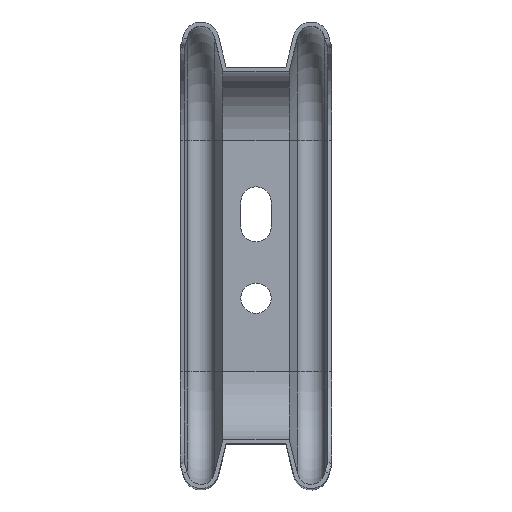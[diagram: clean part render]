
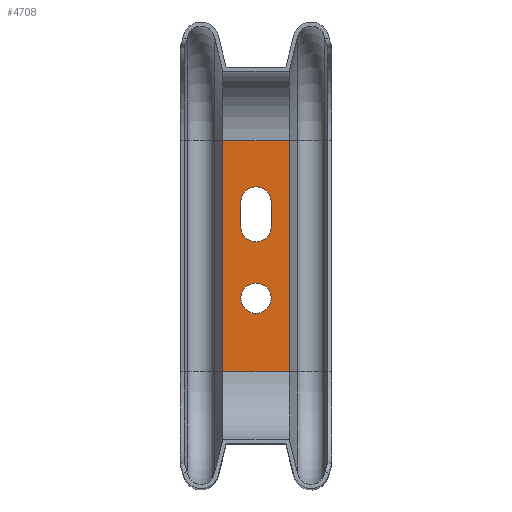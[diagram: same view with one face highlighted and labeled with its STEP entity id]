
A CAD part, top view. The second image highlights one B-rep face of the part: STEP entity #4708.
In plain terms, the highlighted planar face has unit normal (0, 0, 1).
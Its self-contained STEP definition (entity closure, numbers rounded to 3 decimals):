
#15 = CARTESIAN_POINT ( 'NONE',  ( 5.5, -56.25, -101. ) ) ;
#69 = DIRECTION ( 'NONE',  ( 1., 0., 0. ) ) ;
#119 = CARTESIAN_POINT ( 'NONE',  ( 5.5, -47.25, -101. ) ) ;
#195 = CARTESIAN_POINT ( 'NONE',  ( 0., -56.25, -101. ) ) ;
#374 = CARTESIAN_POINT ( 'NONE',  ( -12., -25., -101. ) ) ;
#469 = ORIENTED_EDGE ( 'NONE', *, *, #3013, .T. ) ;
#477 = LINE ( 'NONE', #2864, #2486 ) ;
#573 = CARTESIAN_POINT ( 'NONE',  ( -12., -109., -101. ) ) ;
#577 = VECTOR ( 'NONE', #4043, 1000. ) ;
#608 = VERTEX_POINT ( 'NONE', #5260 ) ;
#612 = DIRECTION ( 'NONE',  ( 1., 0., 0. ) ) ;
#656 = EDGE_CURVE ( 'NONE', #1243, #608, #4724, .T. ) ;
#675 = EDGE_LOOP ( 'NONE', ( #3641, #2665, #2784, #1860 ) ) ;
#708 = DIRECTION ( 'NONE',  ( 0., 0., 1. ) ) ;
#851 = CIRCLE ( 'NONE', #4336, 5.5 ) ;
#967 = VERTEX_POINT ( 'NONE', #2682 ) ;
#1243 = VERTEX_POINT ( 'NONE', #119 ) ;
#1273 = CARTESIAN_POINT ( 'NONE',  ( 12., -25., -101. ) ) ;
#1379 = CARTESIAN_POINT ( 'NONE',  ( -5.5, -56.25, -101. ) ) ;
#1524 = VECTOR ( 'NONE', #5239, 1000. ) ;
#1549 = ORIENTED_EDGE ( 'NONE', *, *, #3684, .F. ) ;
#1619 = EDGE_LOOP ( 'NONE', ( #5210 ) ) ;
#1712 = VECTOR ( 'NONE', #2785, 1000. ) ;
#1727 = AXIS2_PLACEMENT_3D ( 'NONE', #195, #3026, #612 ) ;
#1860 = ORIENTED_EDGE ( 'NONE', *, *, #656, .F. ) ;
#1904 = CARTESIAN_POINT ( 'NONE',  ( 12., -25., -101. ) ) ;
#1913 = EDGE_CURVE ( 'NONE', #967, #967, #851, .T. ) ;
#2091 = AXIS2_PLACEMENT_3D ( 'NONE', #3112, #708, #3546 ) ;
#2097 = LINE ( 'NONE', #1273, #3155 ) ;
#2265 = CARTESIAN_POINT ( 'NONE',  ( 12., -25., -101. ) ) ;
#2289 = DIRECTION ( 'NONE',  ( 0., 0., -1. ) ) ;
#2486 = VECTOR ( 'NONE', #4580, 1000. ) ;
#2490 = DIRECTION ( 'NONE',  ( 0., 0., 1. ) ) ;
#2536 = EDGE_LOOP ( 'NONE', ( #3319, #4604, #469, #1549 ) ) ;
#2665 = ORIENTED_EDGE ( 'NONE', *, *, #3978, .F. ) ;
#2670 = EDGE_CURVE ( 'NONE', #5014, #1243, #4045, .T. ) ;
#2682 = CARTESIAN_POINT ( 'NONE',  ( 5.5, -82.25, -101. ) ) ;
#2713 = LINE ( 'NONE', #5356, #577 ) ;
#2749 = FACE_OUTER_BOUND ( 'NONE', #2536, .T. ) ;
#2784 = ORIENTED_EDGE ( 'NONE', *, *, #5040, .F. ) ;
#2785 = DIRECTION ( 'NONE',  ( 0., -1., 0. ) ) ;
#2864 = CARTESIAN_POINT ( 'NONE',  ( -5.5, -56.25, -101. ) ) ;
#2925 = DIRECTION ( 'NONE',  ( 0., 1., 0. ) ) ;
#3013 = EDGE_CURVE ( 'NONE', #5181, #5119, #2713, .T. ) ;
#3026 = DIRECTION ( 'NONE',  ( 0., 0., 1. ) ) ;
#3112 = CARTESIAN_POINT ( 'NONE',  ( 0., -47.25, -101. ) ) ;
#3148 = EDGE_CURVE ( 'NONE', #4822, #5018, #2097, .T. ) ;
#3155 = VECTOR ( 'NONE', #4161, 1000. ) ;
#3258 = CARTESIAN_POINT ( 'NONE',  ( 12., -25., -101. ) ) ;
#3319 = ORIENTED_EDGE ( 'NONE', *, *, #3148, .F. ) ;
#3500 = PLANE ( 'NONE',  #4846 ) ;
#3546 = DIRECTION ( 'NONE',  ( 1., 0., 0. ) ) ;
#3554 = LINE ( 'NONE', #2265, #1524 ) ;
#3641 = ORIENTED_EDGE ( 'NONE', *, *, #2670, .F. ) ;
#3684 = EDGE_CURVE ( 'NONE', #5018, #5119, #3554, .T. ) ;
#3763 = LINE ( 'NONE', #374, #1712 ) ;
#3780 = CARTESIAN_POINT ( 'NONE',  ( 5.5, -56.25, -101. ) ) ;
#3821 = EDGE_CURVE ( 'NONE', #4822, #5181, #3763, .T. ) ;
#3870 = FACE_BOUND ( 'NONE', #1619, .T. ) ;
#3922 = VERTEX_POINT ( 'NONE', #1379 ) ;
#3978 = EDGE_CURVE ( 'NONE', #3922, #5014, #5255, .T. ) ;
#4043 = DIRECTION ( 'NONE',  ( 1., 0., 0. ) ) ;
#4045 = LINE ( 'NONE', #3780, #5067 ) ;
#4150 = FACE_BOUND ( 'NONE', #675, .T. ) ;
#4161 = DIRECTION ( 'NONE',  ( 1., 0., 0. ) ) ;
#4336 = AXIS2_PLACEMENT_3D ( 'NONE', #5053, #2490, #69 ) ;
#4580 = DIRECTION ( 'NONE',  ( 0., -1., 0. ) ) ;
#4604 = ORIENTED_EDGE ( 'NONE', *, *, #3821, .T. ) ;
#4708 = ADVANCED_FACE ( 'NONE', ( #4150, #3870, #2749 ), #3500, .F. ) ;
#4724 = CIRCLE ( 'NONE', #2091, 5.5 ) ;
#4822 = VERTEX_POINT ( 'NONE', #5381 ) ;
#4846 = AXIS2_PLACEMENT_3D ( 'NONE', #1904, #2289, #5267 ) ;
#5014 = VERTEX_POINT ( 'NONE', #15 ) ;
#5018 = VERTEX_POINT ( 'NONE', #3258 ) ;
#5040 = EDGE_CURVE ( 'NONE', #608, #3922, #477, .T. ) ;
#5053 = CARTESIAN_POINT ( 'NONE',  ( 0., -82.25, -101. ) ) ;
#5067 = VECTOR ( 'NONE', #2925, 1000. ) ;
#5084 = CARTESIAN_POINT ( 'NONE',  ( 12., -109., -101. ) ) ;
#5119 = VERTEX_POINT ( 'NONE', #5084 ) ;
#5181 = VERTEX_POINT ( 'NONE', #573 ) ;
#5210 = ORIENTED_EDGE ( 'NONE', *, *, #1913, .F. ) ;
#5239 = DIRECTION ( 'NONE',  ( 0., -1., 0. ) ) ;
#5255 = CIRCLE ( 'NONE', #1727, 5.5 ) ;
#5260 = CARTESIAN_POINT ( 'NONE',  ( -5.5, -47.25, -101. ) ) ;
#5267 = DIRECTION ( 'NONE',  ( -1., 0., 0. ) ) ;
#5356 = CARTESIAN_POINT ( 'NONE',  ( 12., -109., -101. ) ) ;
#5381 = CARTESIAN_POINT ( 'NONE',  ( -12., -25., -101. ) ) ;
